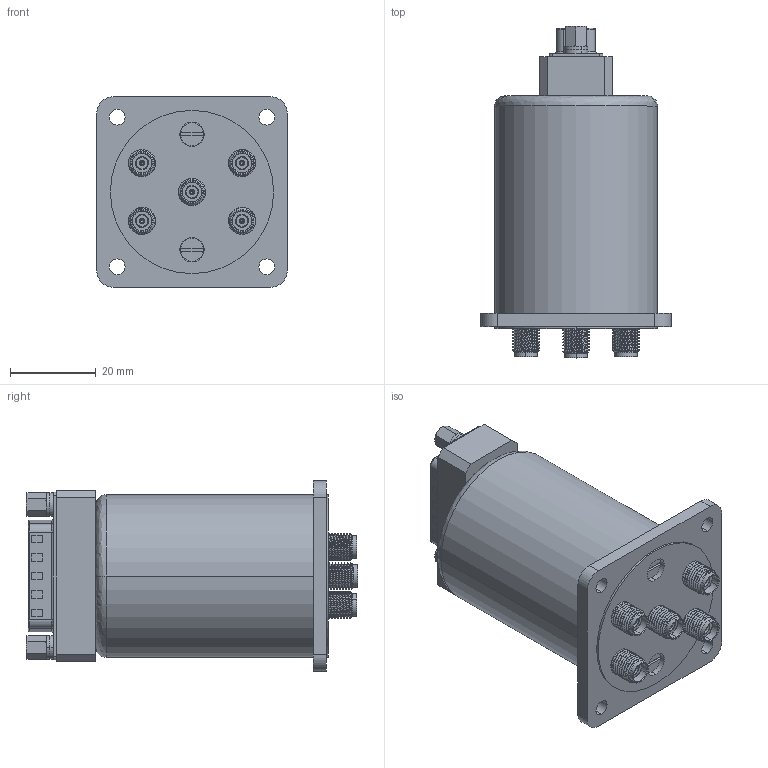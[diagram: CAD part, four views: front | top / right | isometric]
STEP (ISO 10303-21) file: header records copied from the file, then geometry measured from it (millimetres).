
FILE_DESCRIPTION (( 'STEP AP214' ), '1' );
FILE_NAME ('FMSW7290_3D.step', '2023-05-10T16:15:17', ( '' ), ( '' ), 'SwSTEP 2.0', 'SolidWorks 2022', '' );
FILE_SCHEMA (( 'AUTOMOTIVE_DESIGN' ));
Length unit declared in the file: inch
Products named in the file (9): Copy of R040571_-101^Copy of A16BOSS1.5_FMSW7290; Copy of A12066001-e360_2^Copy of A16BOSS1.5_FMSW7290; Copy of K16021002_defeature_1^FMSW7290; Copy of K16029002_2^FMSW7290; FMSW7290_3D; Copy of A16BOSS1.5^FMSW7290; Copy of 15P mela-D-SUB CUP 172E-015-103_1^Copy of A16BOSS1.5_FMSW7290; Copy of A16L24Y01-CST_2^FMSW7290; Copy of R040572^Copy of A16BOSS1.5_FMSW7290
Assembly tree (14 placements, depth 3):
  FMSW7290_3D
    Copy of K16021002_defeature_1^FMSW7290
    Copy of K16029002_2^FMSW7290  x5
    Copy of A16L24Y01-CST_2^FMSW7290  x2
    Copy of A16BOSS1.5^FMSW7290
      Copy of R040571_-101^Copy of A16BOSS1.5_FMSW7290
      Copy of R040572^Copy of A16BOSS1.5_FMSW7290
      Copy of A12066001-e360_2^Copy of A16BOSS1.5_FMSW7290  x2
      Copy of 15P mela-D-SUB CUP 172E-015-103_1^Copy of A16BOSS1.5_FMSW7290
Bounding box: 44.45 x 77.51 x 44.45 mm (x, y, z)
Volume: 19546.5 mm3; surface area: 28050.6 mm2
Topology: 27 solids, 27 shells, 1277 faces, 3062 edges, 1959 vertices
Faces by surface type: cylinder 532, plane 465, bspline 173, cone 107
Entity records: 30123 total; most frequent: CARTESIAN_POINT 11974, ORIENTED_EDGE 3808, DIRECTION 3417, EDGE_CURVE 1904, AXIS2_PLACEMENT_3D 1241, VERTEX_POINT 1218, LINE 935, VECTOR 935
